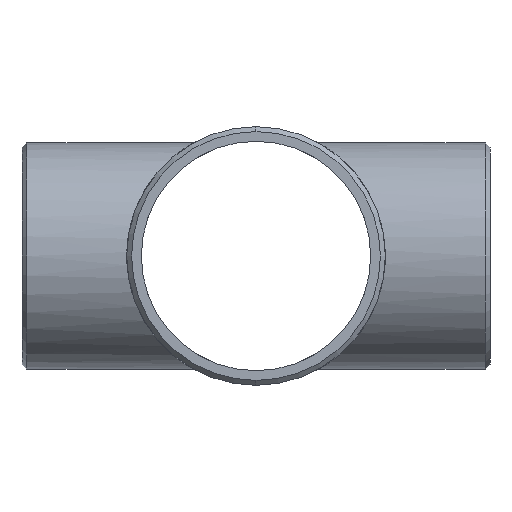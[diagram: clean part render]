
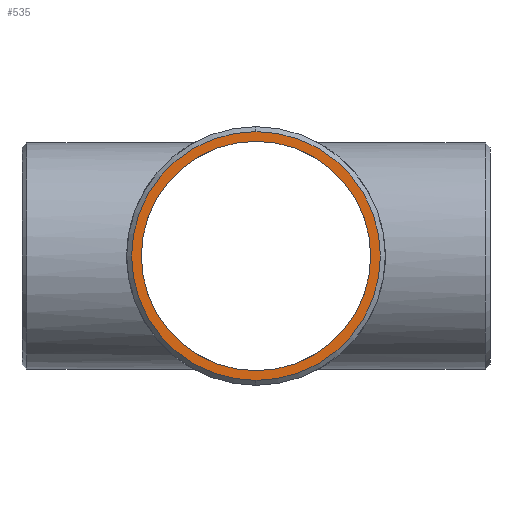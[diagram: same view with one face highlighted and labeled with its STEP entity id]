
A CAD part, left-side view. The second image highlights one B-rep face of the part: STEP entity #535.
In plain terms, the highlighted planar face has unit normal (-1, 0, 0).
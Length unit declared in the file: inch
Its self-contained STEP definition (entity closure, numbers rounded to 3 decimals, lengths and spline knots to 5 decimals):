
#8 = DIRECTION ( 'NONE',  ( 0., 0., 1. ) ) ;
#40 = FACE_BOUND ( 'NONE', #814, .T. ) ;
#61 = AXIS2_PLACEMENT_3D ( 'NONE', #362, #227, #8 ) ;
#65 = CIRCLE ( 'NONE', #842, 1.92467 ) ;
#96 = CARTESIAN_POINT ( 'NONE',  ( -3.75, 0., 0. ) ) ;
#140 = DIRECTION ( 'NONE',  ( 0., 0., -1. ) ) ;
#142 = EDGE_CURVE ( 'NONE', #681, #498, #65, .T. ) ;
#147 = DIRECTION ( 'NONE',  ( -1., 0., 0. ) ) ;
#210 = AXIS2_PLACEMENT_3D ( 'NONE', #804, #147, #140 ) ;
#227 = DIRECTION ( 'NONE',  ( -1., 0., 0. ) ) ;
#236 = CARTESIAN_POINT ( 'NONE',  ( -3.75, 0., 1.774 ) ) ;
#271 = DIRECTION ( 'NONE',  ( 1., 0., 0. ) ) ;
#307 = DIRECTION ( 'NONE',  ( 1., 0., 0. ) ) ;
#336 = CIRCLE ( 'NONE', #1099, 1.774 ) ;
#362 = CARTESIAN_POINT ( 'NONE',  ( -3.75, 0., 0. ) ) ;
#399 = ORIENTED_EDGE ( 'NONE', *, *, #142, .T. ) ;
#406 = CIRCLE ( 'NONE', #1165, 1.774 ) ;
#470 = ORIENTED_EDGE ( 'NONE', *, *, #1023, .T. ) ;
#477 = VERTEX_POINT ( 'NONE', #236 ) ;
#498 = VERTEX_POINT ( 'NONE', #1151 ) ;
#521 = EDGE_CURVE ( 'NONE', #477, #942, #406, .T. ) ;
#535 = ADVANCED_FACE ( 'NONE', ( #996, #40 ), #1088, .T. ) ;
#600 = DIRECTION ( 'NONE',  ( -1., 0., 0. ) ) ;
#681 = VERTEX_POINT ( 'NONE', #1115 ) ;
#779 = CIRCLE ( 'NONE', #61, 1.92467 ) ;
#804 = CARTESIAN_POINT ( 'NONE',  ( -3.75, 0., 0. ) ) ;
#814 = EDGE_LOOP ( 'NONE', ( #1188, #470 ) ) ;
#832 = CARTESIAN_POINT ( 'NONE',  ( -3.75, 0., 0. ) ) ;
#842 = AXIS2_PLACEMENT_3D ( 'NONE', #96, #600, #1230 ) ;
#870 = CARTESIAN_POINT ( 'NONE',  ( -3.75, 0., -1.774 ) ) ;
#906 = DIRECTION ( 'NONE',  ( 0., 0., 1. ) ) ;
#918 = EDGE_CURVE ( 'NONE', #498, #681, #779, .T. ) ;
#942 = VERTEX_POINT ( 'NONE', #870 ) ;
#996 = FACE_OUTER_BOUND ( 'NONE', #1021, .T. ) ;
#1021 = EDGE_LOOP ( 'NONE', ( #1126, #399 ) ) ;
#1023 = EDGE_CURVE ( 'NONE', #942, #477, #336, .T. ) ;
#1088 = PLANE ( 'NONE',  #210 ) ;
#1099 = AXIS2_PLACEMENT_3D ( 'NONE', #832, #307, #1238 ) ;
#1115 = CARTESIAN_POINT ( 'NONE',  ( -3.75, 0., 1.92467 ) ) ;
#1126 = ORIENTED_EDGE ( 'NONE', *, *, #918, .T. ) ;
#1151 = CARTESIAN_POINT ( 'NONE',  ( -3.75, 0., -1.92467 ) ) ;
#1165 = AXIS2_PLACEMENT_3D ( 'NONE', #1291, #271, #906 ) ;
#1188 = ORIENTED_EDGE ( 'NONE', *, *, #521, .T. ) ;
#1230 = DIRECTION ( 'NONE',  ( 0., 0., 1. ) ) ;
#1238 = DIRECTION ( 'NONE',  ( 0., 0., 1. ) ) ;
#1291 = CARTESIAN_POINT ( 'NONE',  ( -3.75, 0., 0. ) ) ;
